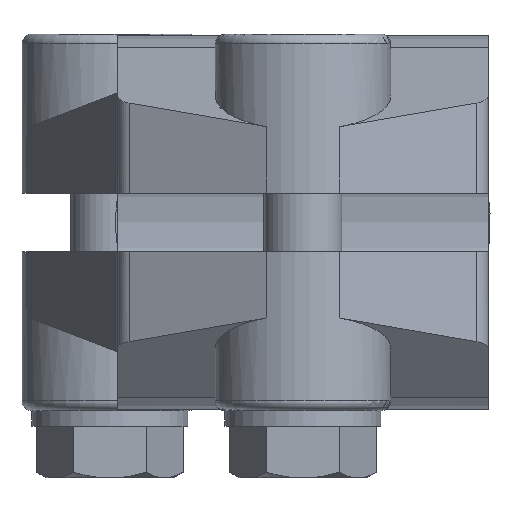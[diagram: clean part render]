
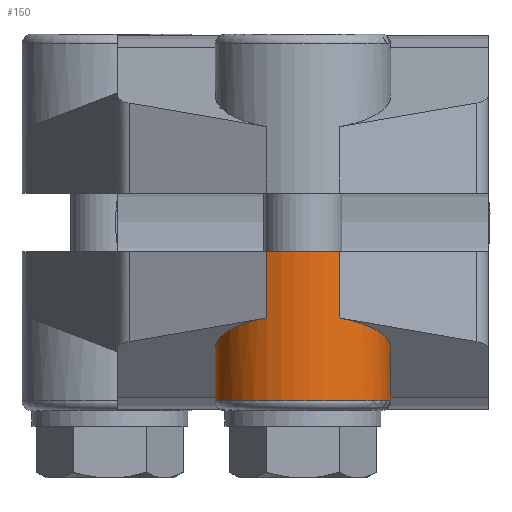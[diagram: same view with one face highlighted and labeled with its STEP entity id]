
A CAD part, left-side view. The second image highlights one B-rep face of the part: STEP entity #150.
In plain terms, the highlighted cylindrical face has radius 9 mm (diameter 18 mm), a full revolution.
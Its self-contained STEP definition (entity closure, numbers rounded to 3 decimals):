
#150 = ADVANCED_FACE( '', ( #373, #374 ), #375, .T. );
#373 = FACE_OUTER_BOUND( '', #674, .T. );
#374 = FACE_OUTER_BOUND( '', #675, .T. );
#375 = CYLINDRICAL_SURFACE( '', #676, 9. );
#674 = EDGE_LOOP( '', ( #1050, #1051, #1052, #1053 ) );
#675 = EDGE_LOOP( '', ( #1054 ) );
#676 = AXIS2_PLACEMENT_3D( '', #1055, #1056, #1057 );
#1050 = ORIENTED_EDGE( '', *, *, #1713, .T. );
#1051 = ORIENTED_EDGE( '', *, *, #1714, .F. );
#1052 = ORIENTED_EDGE( '', *, *, #1668, .F. );
#1053 = ORIENTED_EDGE( '', *, *, #1715, .T. );
#1054 = ORIENTED_EDGE( '', *, *, #1716, .T. );
#1055 = CARTESIAN_POINT( '', ( -20., 0., 24.2 ) );
#1056 = DIRECTION( '', ( 0., 0., 1. ) );
#1057 = DIRECTION( '', ( -1., 0., 0. ) );
#1668 = EDGE_CURVE( '', #1972, #1974, #1975, .T. );
#1713 = EDGE_CURVE( '', #2048, #2049, #2050, .F. );
#1714 = EDGE_CURVE( '', #1974, #2049, #2051, .T. );
#1715 = EDGE_CURVE( '', #1972, #2048, #2052, .T. );
#1716 = EDGE_CURVE( '', #2053, #2053, #2054, .T. );
#1972 = VERTEX_POINT( '', #2422 );
#1974 = VERTEX_POINT( '', #2425 );
#1975 = CIRCLE( '', #2426, 9. );
#2048 = VERTEX_POINT( '', #2529 );
#2049 = VERTEX_POINT( '', #2530 );
#2050 = ELLIPSE( '', #2531, 9.631, 9. );
#2051 = LINE( '', #2532, #2533 );
#2052 = LINE( '', #2534, #2535 );
#2053 = VERTEX_POINT( '', #2536 );
#2054 = CIRCLE( '', #2537, 9. );
#2422 = CARTESIAN_POINT( '', ( -28.202, 3.706, -3. ) );
#2425 = CARTESIAN_POINT( '', ( -28.202, -3.706, -3. ) );
#2426 = AXIS2_PLACEMENT_3D( '', #3015, #3016, #3017 );
#2529 = CARTESIAN_POINT( '', ( -28.202, 3.706, -9.804 ) );
#2530 = CARTESIAN_POINT( '', ( -28.202, -3.706, -9.804 ) );
#2531 = AXIS2_PLACEMENT_3D( '', #3078, #3079, #3080 );
#2532 = CARTESIAN_POINT( '', ( -28.202, -3.706, 24.2 ) );
#2533 = VECTOR( '', #3081, 1000. );
#2534 = CARTESIAN_POINT( '', ( -28.202, 3.706, 24.2 ) );
#2535 = VECTOR( '', #3082, 1000. );
#2536 = CARTESIAN_POINT( '', ( -11., 0., -18.3 ) );
#2537 = AXIS2_PLACEMENT_3D( '', #3083, #3084, #3085 );
#3015 = CARTESIAN_POINT( '', ( -20., 0., -3. ) );
#3016 = DIRECTION( '', ( 0., 0., 1. ) );
#3017 = DIRECTION( '', ( 1., 0., 0. ) );
#3078 = CARTESIAN_POINT( '', ( -20., 0., -12.928 ) );
#3079 = DIRECTION( '', ( 0.356, 0., 0.935 ) );
#3080 = DIRECTION( '', ( -0.935, 0., 0.356 ) );
#3081 = DIRECTION( '', ( 0., 0., -1. ) );
#3082 = DIRECTION( '', ( 0., 0., -1. ) );
#3083 = CARTESIAN_POINT( '', ( -20., 0., -18.3 ) );
#3084 = DIRECTION( '', ( 0., 0., 1. ) );
#3085 = DIRECTION( '', ( 1., 0., 0. ) );
